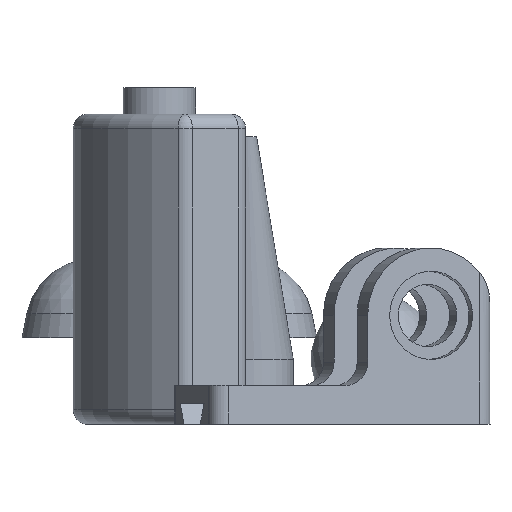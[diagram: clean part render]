
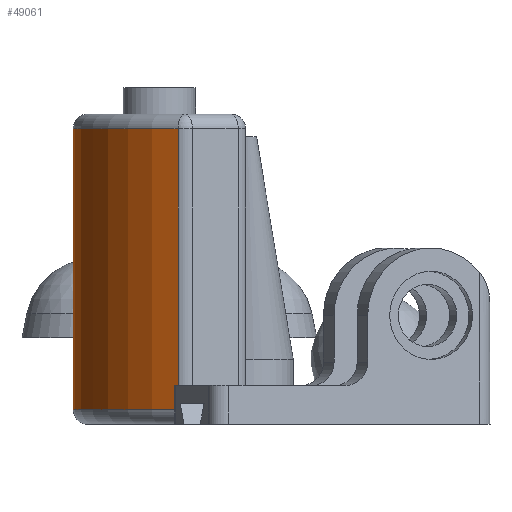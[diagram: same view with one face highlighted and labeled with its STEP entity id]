
A CAD part, left-side view. The second image highlights one B-rep face of the part: STEP entity #49061.
In plain terms, the highlighted cylindrical face has radius 46.317 mm (diameter 92.633 mm), a partial arc.
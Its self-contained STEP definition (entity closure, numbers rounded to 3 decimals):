
#47937 = VERTEX_POINT('',#47938);
#47938 = CARTESIAN_POINT('',(6.517,69.957,3.4));
#47958 = TOROIDAL_SURFACE('',#47959,42.917,3.4);
#47959 = AXIS2_PLACEMENT_3D('',#47960,#47961,#47962);
#47960 = CARTESIAN_POINT('',(5.208,23.658,3.4));
#47961 = DIRECTION('',(0.,-0.,-1.));
#47962 = DIRECTION('',(0.059,0.998,0.));
#48014 = CYLINDRICAL_SURFACE('',#48015,3.4);
#48015 = AXIS2_PLACEMENT_3D('',#48016,#48017,#48018);
#48016 = CARTESIAN_POINT('',(6.421,66.558,0.9));
#48017 = DIRECTION('',(0.,0.,1.));
#48018 = DIRECTION('',(0.028,1.,0.));
#48030 = EDGE_CURVE('',#47937,#48031,#48033,.T.);
#48031 = VERTEX_POINT('',#48032);
#48032 = CARTESIAN_POINT('',(-35.541,45.674,3.4));
#48033 = SURFACE_CURVE('',#48034,(#48039,#48046),.PCURVE_S1.);
#48034 = CIRCLE('',#48035,46.317);
#48035 = AXIS2_PLACEMENT_3D('',#48036,#48037,#48038);
#48036 = CARTESIAN_POINT('',(5.208,23.658,3.4));
#48037 = DIRECTION('',(0.,-0.,1.));
#48038 = DIRECTION('',(0.059,0.998,0.));
#48039 = PCURVE('',#47958,#48040);
#48040 = DEFINITIONAL_REPRESENTATION('',(#48041),#48045);
#48041 = LINE('',#48042,#48043);
#48042 = CARTESIAN_POINT('',(-0.,0.));
#48043 = VECTOR('',#48044,1.);
#48044 = DIRECTION('',(-1.,0.));
#48045 = ( GEOMETRIC_REPRESENTATION_CONTEXT(2) 
PARAMETRIC_REPRESENTATION_CONTEXT() REPRESENTATION_CONTEXT('2D SPACE',''
  ) );
#48046 = PCURVE('',#48047,#48052);
#48047 = CYLINDRICAL_SURFACE('',#48048,46.317);
#48048 = AXIS2_PLACEMENT_3D('',#48049,#48050,#48051);
#48049 = CARTESIAN_POINT('',(5.208,23.658,0.9));
#48050 = DIRECTION('',(-0.,0.,-1.));
#48051 = DIRECTION('',(0.059,0.998,0.));
#48052 = DEFINITIONAL_REPRESENTATION('',(#48053),#48057);
#48053 = LINE('',#48054,#48055);
#48054 = CARTESIAN_POINT('',(-0.,-2.5));
#48055 = VECTOR('',#48056,1.);
#48056 = DIRECTION('',(-1.,0.));
#48057 = ( GEOMETRIC_REPRESENTATION_CONTEXT(2) 
PARAMETRIC_REPRESENTATION_CONTEXT() REPRESENTATION_CONTEXT('2D SPACE',''
  ) );
#48293 = EDGE_CURVE('',#47937,#48294,#48296,.T.);
#48294 = VERTEX_POINT('',#48295);
#48295 = CARTESIAN_POINT('',(6.517,69.957,68.4));
#48296 = SURFACE_CURVE('',#48297,(#48301,#48308),.PCURVE_S1.);
#48297 = LINE('',#48298,#48299);
#48298 = CARTESIAN_POINT('',(6.517,69.957,0.9));
#48299 = VECTOR('',#48300,1.);
#48300 = DIRECTION('',(0.,0.,1.));
#48301 = PCURVE('',#48014,#48302);
#48302 = DEFINITIONAL_REPRESENTATION('',(#48303),#48307);
#48303 = LINE('',#48304,#48305);
#48304 = CARTESIAN_POINT('',(0.,0.));
#48305 = VECTOR('',#48306,1.);
#48306 = DIRECTION('',(-0.,1.));
#48307 = ( GEOMETRIC_REPRESENTATION_CONTEXT(2) 
PARAMETRIC_REPRESENTATION_CONTEXT() REPRESENTATION_CONTEXT('2D SPACE',''
  ) );
#48308 = PCURVE('',#48047,#48309);
#48309 = DEFINITIONAL_REPRESENTATION('',(#48310),#48314);
#48310 = LINE('',#48311,#48312);
#48311 = CARTESIAN_POINT('',(-0.031,0.));
#48312 = VECTOR('',#48313,1.);
#48313 = DIRECTION('',(-0.,-1.));
#48314 = ( GEOMETRIC_REPRESENTATION_CONTEXT(2) 
PARAMETRIC_REPRESENTATION_CONTEXT() REPRESENTATION_CONTEXT('2D SPACE',''
  ) );
#48474 = TOROIDAL_SURFACE('',#48475,42.917,3.4);
#48475 = AXIS2_PLACEMENT_3D('',#48476,#48477,#48478);
#48476 = CARTESIAN_POINT('',(5.208,23.658,68.4));
#48477 = DIRECTION('',(0.,0.,1.));
#48478 = DIRECTION('',(0.059,0.998,0.));
#48634 = CYLINDRICAL_SURFACE('',#48635,3.4);
#48635 = AXIS2_PLACEMENT_3D('',#48636,#48637,#48638);
#48636 = CARTESIAN_POINT('',(-32.55,44.058,0.9));
#48637 = DIRECTION('',(0.,0.,1.));
#48638 = DIRECTION('',(-0.88,0.475,0.));
#48649 = EDGE_CURVE('',#48031,#48650,#48652,.T.);
#48650 = VERTEX_POINT('',#48651);
#48651 = CARTESIAN_POINT('',(-35.541,45.674,68.4));
#48652 = SURFACE_CURVE('',#48653,(#48657,#48664),.PCURVE_S1.);
#48653 = LINE('',#48654,#48655);
#48654 = CARTESIAN_POINT('',(-35.541,45.674,0.9));
#48655 = VECTOR('',#48656,1.);
#48656 = DIRECTION('',(0.,0.,1.));
#48657 = PCURVE('',#48634,#48658);
#48658 = DEFINITIONAL_REPRESENTATION('',(#48659),#48663);
#48659 = LINE('',#48660,#48661);
#48660 = CARTESIAN_POINT('',(0.,0.));
#48661 = VECTOR('',#48662,1.);
#48662 = DIRECTION('',(0.,1.));
#48663 = ( GEOMETRIC_REPRESENTATION_CONTEXT(2) 
PARAMETRIC_REPRESENTATION_CONTEXT() REPRESENTATION_CONTEXT('2D SPACE',''
  ) );
#48664 = PCURVE('',#48047,#48665);
#48665 = DEFINITIONAL_REPRESENTATION('',(#48666),#48670);
#48666 = LINE('',#48667,#48668);
#48667 = CARTESIAN_POINT('',(-1.135,0.));
#48668 = VECTOR('',#48669,1.);
#48669 = DIRECTION('',(-0.,-1.));
#48670 = ( GEOMETRIC_REPRESENTATION_CONTEXT(2) 
PARAMETRIC_REPRESENTATION_CONTEXT() REPRESENTATION_CONTEXT('2D SPACE',''
  ) );
#49017 = EDGE_CURVE('',#48294,#48650,#49018,.T.);
#49018 = SURFACE_CURVE('',#49019,(#49024,#49031),.PCURVE_S1.);
#49019 = CIRCLE('',#49020,46.317);
#49020 = AXIS2_PLACEMENT_3D('',#49021,#49022,#49023);
#49021 = CARTESIAN_POINT('',(5.208,23.658,68.4));
#49022 = DIRECTION('',(0.,-0.,1.));
#49023 = DIRECTION('',(0.059,0.998,0.));
#49024 = PCURVE('',#48474,#49025);
#49025 = DEFINITIONAL_REPRESENTATION('',(#49026),#49030);
#49026 = LINE('',#49027,#49028);
#49027 = CARTESIAN_POINT('',(0.,0.));
#49028 = VECTOR('',#49029,1.);
#49029 = DIRECTION('',(1.,0.));
#49030 = ( GEOMETRIC_REPRESENTATION_CONTEXT(2) 
PARAMETRIC_REPRESENTATION_CONTEXT() REPRESENTATION_CONTEXT('2D SPACE',''
  ) );
#49031 = PCURVE('',#48047,#49032);
#49032 = DEFINITIONAL_REPRESENTATION('',(#49033),#49037);
#49033 = LINE('',#49034,#49035);
#49034 = CARTESIAN_POINT('',(-0.,-67.5));
#49035 = VECTOR('',#49036,1.);
#49036 = DIRECTION('',(-1.,0.));
#49037 = ( GEOMETRIC_REPRESENTATION_CONTEXT(2) 
PARAMETRIC_REPRESENTATION_CONTEXT() REPRESENTATION_CONTEXT('2D SPACE',''
  ) );
#49061 = ADVANCED_FACE('',(#49062),#48047,.T.);
#49062 = FACE_BOUND('',#49063,.F.);
#49063 = EDGE_LOOP('',(#49064,#49065,#49066,#49067));
#49064 = ORIENTED_EDGE('',*,*,#48293,.T.);
#49065 = ORIENTED_EDGE('',*,*,#49017,.T.);
#49066 = ORIENTED_EDGE('',*,*,#48649,.F.);
#49067 = ORIENTED_EDGE('',*,*,#48030,.F.);
